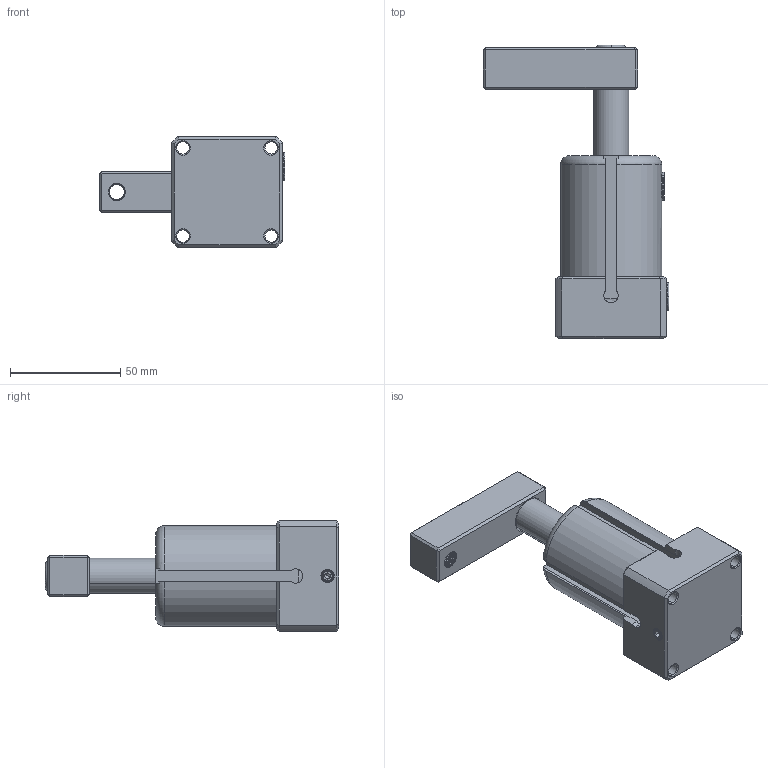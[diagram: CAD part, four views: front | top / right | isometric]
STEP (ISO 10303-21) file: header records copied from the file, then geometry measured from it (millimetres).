
FILE_DESCRIPTION (( 'STEP AP203' ), '1' );
FILE_NAME ('ASC-MS32S.STEP', '2019-05-11T07:14:39', ( 'User' ), ( 'china' ), 'SwSTEP 2.0', 'SolidWorks 2018', '' );
FILE_SCHEMA (( 'CONFIG_CONTROL_DESIGN' ));
Length unit declared in the file: millimetre
Products named in the file (7): Hexagon socket head cap screws GB_GB_FASTENER_SCREWS_HSHCS M8X20-S_1; 揤旋_3; 掛极_1; Hex socket set screws with flat point GB_GB_FASTENER_SCREWS_HSFP M5X5-S; ASC-MS32S; MS32S活塞杆; 1-8黑芛11_3
Assembly tree (8 placements, depth 2):
  ASC-MS32S
    MS32S活塞杆
    1-8黑芛11_3  x2
    Hexagon socket head cap screws GB_GB_FASTENER_SCREWS_HSHCS M8X20-S_1
    揤旋_3
    掛极_1
    Hex socket set screws with flat point GB_GB_FASTENER_SCREWS_HSFP M5X5-S  x2
Bounding box: 84.2 x 133 x 50 mm (x, y, z)
Volume: 156633.6 mm3; surface area: 47958 mm2
Topology: 8 solids, 9 shells, 782 faces, 1924 edges, 1172 vertices
Faces by surface type: cylinder 335, cone 246, plane 144, torus 29, bspline 28
Entity records: 38256 total; most frequent: CARTESIAN_POINT 22261, ORIENTED_EDGE 3420, DIRECTION 3039, EDGE_CURVE 1710, AXIS2_PLACEMENT_3D 1165, VERTEX_POINT 1053, EDGE_LOOP 719, LINE 709
